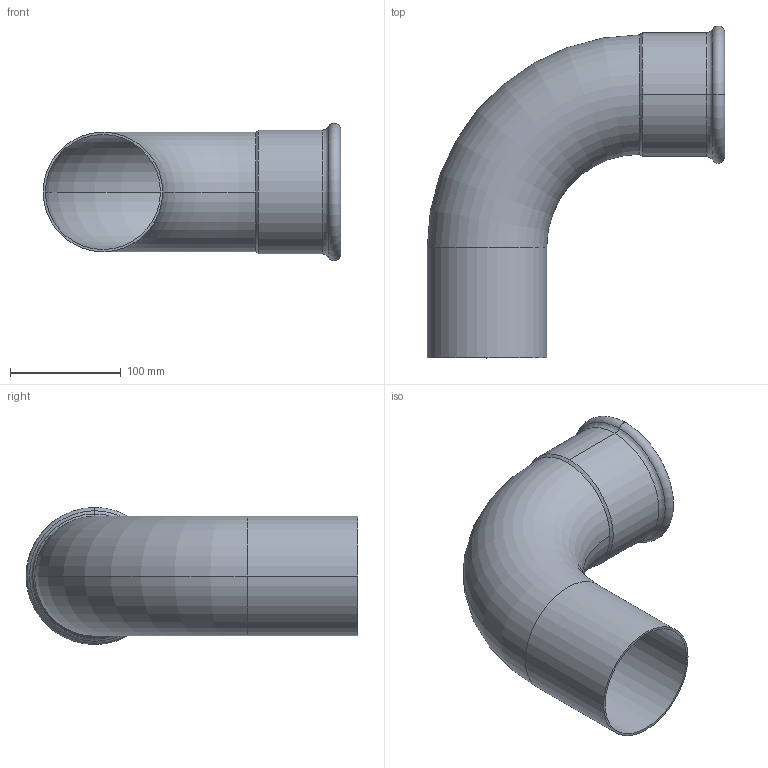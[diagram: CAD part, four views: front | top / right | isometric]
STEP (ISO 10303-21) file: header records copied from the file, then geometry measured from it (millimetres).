
FILE_DESCRIPTION (( 'STEP AP203' ), '1' );
FILE_NAME ('3D_P703_108_141119590.STEP', '2024-11-16T11:34:35', ( '' ), ( '' ), 'SwSTEP 2.0', 'SolidWorks 2023', '' );
FILE_SCHEMA (( 'CONFIG_CONTROL_DESIGN' ));
Length unit declared in the file: millimetre
Products named in the file (1): 3D_P703_108_141119590
Bounding box: 269 x 300 x 124 mm (x, y, z)
Volume: 268640.6 mm3; surface area: 270206.1 mm2
Topology: 1 solids, 1 shells, 27 faces, 58 edges, 32 vertices
Faces by surface type: torus 12, cylinder 8, cone 6, plane 1
Entity records: 817 total; most frequent: DIRECTION 158, CARTESIAN_POINT 118, ORIENTED_EDGE 116, AXIS2_PLACEMENT_3D 72, EDGE_CURVE 58, CIRCLE 44, VERTEX_POINT 32, EDGE_LOOP 28
